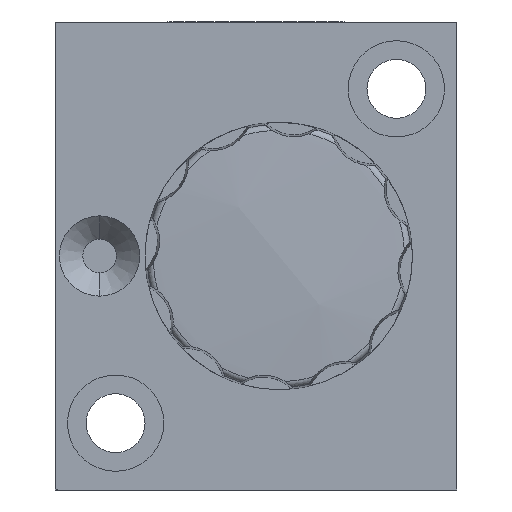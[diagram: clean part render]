
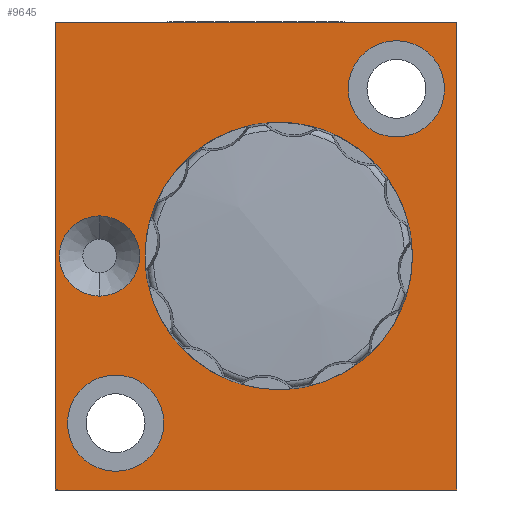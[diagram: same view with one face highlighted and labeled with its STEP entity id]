
A CAD part, left-side view. The second image highlights one B-rep face of the part: STEP entity #9645.
In plain terms, the highlighted planar face has unit normal (-1, 0, 0).
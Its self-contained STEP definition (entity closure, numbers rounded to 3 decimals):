
#16 = VECTOR ( 'NONE', #10216, 1000. ) ;
#61 = VERTEX_POINT ( 'NONE', #2590 ) ;
#70 = FACE_BOUND ( 'NONE', #5949, .T. ) ;
#178 = EDGE_CURVE ( 'NONE', #3292, #6064, #8168, .T. ) ;
#236 = DIRECTION ( 'NONE',  ( -1., 0., 0. ) ) ;
#293 = CARTESIAN_POINT ( 'NONE',  ( 0., 0., 0. ) ) ;
#553 = CARTESIAN_POINT ( 'NONE',  ( 0., 13.3, 9.994 ) ) ;
#567 = DIRECTION ( 'NONE',  ( -1., 0., 0. ) ) ;
#655 = DIRECTION ( 'NONE',  ( 0., 0., 1. ) ) ;
#705 = AXIS2_PLACEMENT_3D ( 'NONE', #4697, #236, #2982 ) ;
#774 = ORIENTED_EDGE ( 'NONE', *, *, #4210, .F. ) ;
#853 = AXIS2_PLACEMENT_3D ( 'NONE', #7489, #1127, #11067 ) ;
#932 = VERTEX_POINT ( 'NONE', #8148 ) ;
#959 = CIRCLE ( 'NONE', #705, 3.6 ) ;
#1127 = DIRECTION ( 'NONE',  ( -1., 0., 0. ) ) ;
#1253 = VECTOR ( 'NONE', #9998, 1000. ) ;
#1305 = CARTESIAN_POINT ( 'NONE',  ( 0., 0., 35. ) ) ;
#1427 = CARTESIAN_POINT ( 'NONE',  ( 0., 19.8, 35. ) ) ;
#1646 = VERTEX_POINT ( 'NONE', #4571 ) ;
#1797 = CIRCLE ( 'NONE', #853, 3.6 ) ;
#1957 = DIRECTION ( 'NONE',  ( -1., 0., 0. ) ) ;
#1958 = AXIS2_PLACEMENT_3D ( 'NONE', #4241, #567, #6092 ) ;
#2309 = VERTEX_POINT ( 'NONE', #9441 ) ;
#2333 = ORIENTED_EDGE ( 'NONE', *, *, #11641, .F. ) ;
#2523 = CIRCLE ( 'NONE', #6889, 3.6 ) ;
#2541 = LINE ( 'NONE', #9031, #5092 ) ;
#2590 = CARTESIAN_POINT ( 'NONE',  ( 0., 26.7, 14.5 ) ) ;
#2601 = DIRECTION ( 'NONE',  ( 0., 0.866, 0.5 ) ) ;
#2663 = VECTOR ( 'NONE', #9874, 1000. ) ;
#2750 = EDGE_CURVE ( 'NONE', #3813, #7499, #11288, .T. ) ;
#2818 = DIRECTION ( 'NONE',  ( -1., 0., 0. ) ) ;
#2853 = ORIENTED_EDGE ( 'NONE', *, *, #6860, .F. ) ;
#2935 = VERTEX_POINT ( 'NONE', #9901 ) ;
#2951 = DIRECTION ( 'NONE',  ( 0., 0., 1. ) ) ;
#2982 = DIRECTION ( 'NONE',  ( 0., 0., 1. ) ) ;
#3022 = CARTESIAN_POINT ( 'NONE',  ( 0., 13.3, 25.006 ) ) ;
#3131 = EDGE_CURVE ( 'NONE', #7059, #2935, #9290, .T. ) ;
#3197 = FACE_BOUND ( 'NONE', #9186, .T. ) ;
#3292 = VERTEX_POINT ( 'NONE', #1305 ) ;
#3370 = CARTESIAN_POINT ( 'NONE',  ( 0., 0., 35. ) ) ;
#3498 = CARTESIAN_POINT ( 'NONE',  ( 0., 6.8, 35. ) ) ;
#3626 = CARTESIAN_POINT ( 'NONE',  ( 0., 19.8, 13.747 ) ) ;
#3679 = ORIENTED_EDGE ( 'NONE', *, *, #5641, .F. ) ;
#3813 = VERTEX_POINT ( 'NONE', #9262 ) ;
#3883 = CARTESIAN_POINT ( 'NONE',  ( 0., 30., 35. ) ) ;
#3906 = VERTEX_POINT ( 'NONE', #3022 ) ;
#3929 = LINE ( 'NONE', #3498, #2663 ) ;
#3942 = DIRECTION ( 'NONE',  ( 0., 0., 1. ) ) ;
#3986 = DIRECTION ( 'NONE',  ( -1., 0., 0. ) ) ;
#4032 = ORIENTED_EDGE ( 'NONE', *, *, #5365, .F. ) ;
#4053 = VECTOR ( 'NONE', #10569, 1000. ) ;
#4133 = CARTESIAN_POINT ( 'NONE',  ( 0., 30., 35. ) ) ;
#4210 = EDGE_CURVE ( 'NONE', #3906, #3813, #10683, .T. ) ;
#4227 = VERTEX_POINT ( 'NONE', #293 ) ;
#4241 = CARTESIAN_POINT ( 'NONE',  ( 0., 26.7, 17.5 ) ) ;
#4351 = FACE_OUTER_BOUND ( 'NONE', #4368, .T. ) ;
#4368 = EDGE_LOOP ( 'NONE', ( #5041, #8929, #10784, #9964 ) ) ;
#4571 = CARTESIAN_POINT ( 'NONE',  ( 0., 25.5, 8.6 ) ) ;
#4664 = LINE ( 'NONE', #3626, #1253 ) ;
#4690 = LINE ( 'NONE', #7137, #10538 ) ;
#4697 = CARTESIAN_POINT ( 'NONE',  ( 0., 25.5, 5. ) ) ;
#4728 = ORIENTED_EDGE ( 'NONE', *, *, #6191, .F. ) ;
#4802 = ORIENTED_EDGE ( 'NONE', *, *, #8389, .F. ) ;
#4821 = CIRCLE ( 'NONE', #1958, 3. ) ;
#4912 = VERTEX_POINT ( 'NONE', #5845 ) ;
#4946 = VERTEX_POINT ( 'NONE', #10492 ) ;
#5041 = ORIENTED_EDGE ( 'NONE', *, *, #178, .T. ) ;
#5092 = VECTOR ( 'NONE', #10773, 1000. ) ;
#5193 = PLANE ( 'NONE',  #11758 ) ;
#5365 = EDGE_CURVE ( 'NONE', #9150, #1646, #959, .T. ) ;
#5377 = VECTOR ( 'NONE', #655, 1000. ) ;
#5427 = AXIS2_PLACEMENT_3D ( 'NONE', #8461, #3986, #3942 ) ;
#5574 = EDGE_CURVE ( 'NONE', #4227, #10326, #2541, .T. ) ;
#5601 = LINE ( 'NONE', #3883, #6180 ) ;
#5641 = EDGE_CURVE ( 'NONE', #7499, #4912, #4664, .T. ) ;
#5845 = CARTESIAN_POINT ( 'NONE',  ( 0., 13.3, 9.994 ) ) ;
#5875 = VECTOR ( 'NONE', #8633, 1000. ) ;
#5949 = EDGE_LOOP ( 'NONE', ( #8811, #8647 ) ) ;
#5974 = CARTESIAN_POINT ( 'NONE',  ( 0., 0., 35. ) ) ;
#6064 = VERTEX_POINT ( 'NONE', #10799 ) ;
#6067 = LINE ( 'NONE', #553, #8204 ) ;
#6092 = DIRECTION ( 'NONE',  ( 0., 0., 1. ) ) ;
#6153 = CARTESIAN_POINT ( 'NONE',  ( 0., 30., 0. ) ) ;
#6180 = VECTOR ( 'NONE', #6532, 1000. ) ;
#6191 = EDGE_CURVE ( 'NONE', #2935, #7059, #1797, .T. ) ;
#6532 = DIRECTION ( 'NONE',  ( 0., 0., -1. ) ) ;
#6860 = EDGE_CURVE ( 'NONE', #1646, #9150, #2523, .T. ) ;
#6889 = AXIS2_PLACEMENT_3D ( 'NONE', #7382, #2818, #9142 ) ;
#6922 = DIRECTION ( 'NONE',  ( 0., -0.866, 0.5 ) ) ;
#7034 = DIRECTION ( 'NONE',  ( 0., 0., -1. ) ) ;
#7059 = VERTEX_POINT ( 'NONE', #10566 ) ;
#7137 = CARTESIAN_POINT ( 'NONE',  ( 0., 6.8, 21.253 ) ) ;
#7233 = ORIENTED_EDGE ( 'NONE', *, *, #2750, .F. ) ;
#7382 = CARTESIAN_POINT ( 'NONE',  ( 0., 25.5, 5. ) ) ;
#7442 = EDGE_CURVE ( 'NONE', #4227, #3292, #7797, .T. ) ;
#7489 = CARTESIAN_POINT ( 'NONE',  ( 0., 4.5, 30. ) ) ;
#7499 = VERTEX_POINT ( 'NONE', #11419 ) ;
#7797 = LINE ( 'NONE', #3370, #5377 ) ;
#7855 = DIRECTION ( 'NONE',  ( 1., 0., 0. ) ) ;
#8148 = CARTESIAN_POINT ( 'NONE',  ( 0., 6.8, 21.253 ) ) ;
#8168 = LINE ( 'NONE', #4133, #4053 ) ;
#8204 = VECTOR ( 'NONE', #6922, 1000. ) ;
#8389 = EDGE_CURVE ( 'NONE', #4912, #2309, #6067, .T. ) ;
#8443 = FACE_BOUND ( 'NONE', #8956, .T. ) ;
#8461 = CARTESIAN_POINT ( 'NONE',  ( 0., 4.5, 30. ) ) ;
#8584 = FACE_BOUND ( 'NONE', #11027, .T. ) ;
#8633 = DIRECTION ( 'NONE',  ( 0., 0., -1. ) ) ;
#8647 = ORIENTED_EDGE ( 'NONE', *, *, #11374, .F. ) ;
#8660 = EDGE_CURVE ( 'NONE', #2309, #932, #3929, .T. ) ;
#8714 = ORIENTED_EDGE ( 'NONE', *, *, #3131, .F. ) ;
#8811 = ORIENTED_EDGE ( 'NONE', *, *, #11541, .F. ) ;
#8929 = ORIENTED_EDGE ( 'NONE', *, *, #9502, .T. ) ;
#8956 = EDGE_LOOP ( 'NONE', ( #2853, #4032 ) ) ;
#9031 = CARTESIAN_POINT ( 'NONE',  ( 0., 30., 0. ) ) ;
#9142 = DIRECTION ( 'NONE',  ( 0., 0., 1. ) ) ;
#9150 = VERTEX_POINT ( 'NONE', #9619 ) ;
#9186 = EDGE_LOOP ( 'NONE', ( #4728, #8714 ) ) ;
#9262 = CARTESIAN_POINT ( 'NONE',  ( 0., 19.8, 21.253 ) ) ;
#9290 = CIRCLE ( 'NONE', #5427, 3.6 ) ;
#9441 = CARTESIAN_POINT ( 'NONE',  ( 0., 6.8, 13.747 ) ) ;
#9498 = ORIENTED_EDGE ( 'NONE', *, *, #8660, .F. ) ;
#9502 = EDGE_CURVE ( 'NONE', #6064, #10326, #5601, .T. ) ;
#9619 = CARTESIAN_POINT ( 'NONE',  ( 0., 25.5, 1.4 ) ) ;
#9645 = ADVANCED_FACE ( 'NONE', ( #70, #3197, #8443, #4351, #8584 ), #5193, .F. ) ;
#9874 = DIRECTION ( 'NONE',  ( 0., 0., 1. ) ) ;
#9901 = CARTESIAN_POINT ( 'NONE',  ( 0., 4.5, 33.6 ) ) ;
#9964 = ORIENTED_EDGE ( 'NONE', *, *, #7442, .T. ) ;
#9998 = DIRECTION ( 'NONE',  ( 0., -0.866, -0.5 ) ) ;
#10216 = DIRECTION ( 'NONE',  ( 0., 0.866, -0.5 ) ) ;
#10293 = CARTESIAN_POINT ( 'NONE',  ( 0., 13.3, 25.006 ) ) ;
#10326 = VERTEX_POINT ( 'NONE', #6153 ) ;
#10492 = CARTESIAN_POINT ( 'NONE',  ( 0., 26.7, 20.5 ) ) ;
#10538 = VECTOR ( 'NONE', #2601, 1000. ) ;
#10566 = CARTESIAN_POINT ( 'NONE',  ( 0., 4.5, 26.4 ) ) ;
#10569 = DIRECTION ( 'NONE',  ( 0., 1., 0. ) ) ;
#10683 = LINE ( 'NONE', #10293, #16 ) ;
#10731 = AXIS2_PLACEMENT_3D ( 'NONE', #11179, #1957, #2951 ) ;
#10773 = DIRECTION ( 'NONE',  ( 0., 1., 0. ) ) ;
#10784 = ORIENTED_EDGE ( 'NONE', *, *, #5574, .F. ) ;
#10799 = CARTESIAN_POINT ( 'NONE',  ( 0., 30., 35. ) ) ;
#11027 = EDGE_LOOP ( 'NONE', ( #4802, #3679, #7233, #774, #2333, #9498 ) ) ;
#11067 = DIRECTION ( 'NONE',  ( 0., 0., 1. ) ) ;
#11179 = CARTESIAN_POINT ( 'NONE',  ( 0., 26.7, 17.5 ) ) ;
#11288 = LINE ( 'NONE', #1427, #5875 ) ;
#11374 = EDGE_CURVE ( 'NONE', #61, #4946, #11798, .T. ) ;
#11419 = CARTESIAN_POINT ( 'NONE',  ( 0., 19.8, 13.747 ) ) ;
#11541 = EDGE_CURVE ( 'NONE', #4946, #61, #4821, .T. ) ;
#11641 = EDGE_CURVE ( 'NONE', #932, #3906, #4690, .T. ) ;
#11758 = AXIS2_PLACEMENT_3D ( 'NONE', #5974, #7855, #7034 ) ;
#11798 = CIRCLE ( 'NONE', #10731, 3. ) ;
